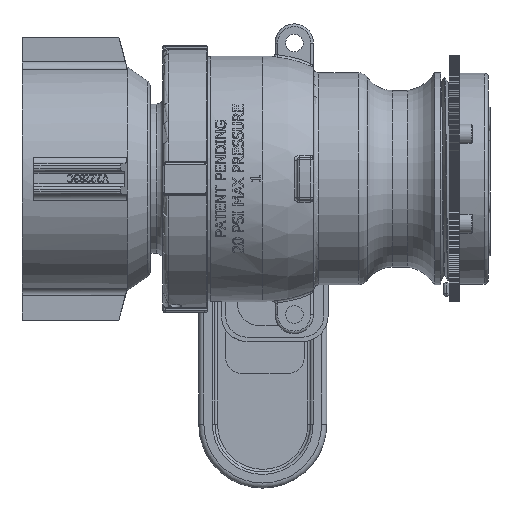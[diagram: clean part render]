
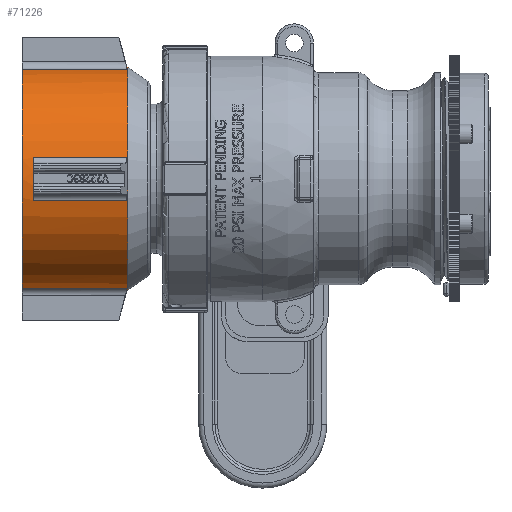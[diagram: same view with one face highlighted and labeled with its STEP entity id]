
A CAD part, front view. The second image highlights one B-rep face of the part: STEP entity #71226.
In plain terms, the highlighted cylindrical face has radius 33.211 mm (diameter 66.421 mm), a partial arc.
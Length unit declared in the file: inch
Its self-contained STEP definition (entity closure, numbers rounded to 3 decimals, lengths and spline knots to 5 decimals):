
#1821=CYLINDRICAL_SURFACE('',#75899,1.3075);
#4708=FACE_BOUND('',#9814,.T.);
#5782=FACE_OUTER_BOUND('',#9813,.T.);
#9813=EDGE_LOOP('',(#52958,#52959,#52960,#52961,#52962,#52963,#52964,#52965));
#9814=EDGE_LOOP('',(#52966,#52967,#52968,#52969));
#13764=CIRCLE('',#75900,1.3075);
#13765=CIRCLE('',#75901,1.3075);
#13766=CIRCLE('',#75902,1.3075);
#13767=CIRCLE('',#75903,1.3075);
#13768=CIRCLE('',#75904,1.3075);
#13769=CIRCLE('',#75905,1.3075);
#18506=LINE('',#112071,#24862);
#18543=LINE('',#112835,#24899);
#18546=LINE('',#112924,#24902);
#18548=LINE('',#112934,#24904);
#18549=LINE('',#112940,#24905);
#18550=LINE('',#112943,#24906);
#24862=VECTOR('',#83878,0.3937);
#24899=VECTOR('',#84047,0.3937);
#24902=VECTOR('',#84148,0.3937);
#24904=VECTOR('',#84160,0.3937);
#24905=VECTOR('',#84165,0.3937);
#24906=VECTOR('',#84168,0.3937);
#31715=VERTEX_POINT('',#112068);
#31716=VERTEX_POINT('',#112070);
#31786=VERTEX_POINT('',#112463);
#31833=VERTEX_POINT('',#112833);
#31859=VERTEX_POINT('',#112912);
#31860=VERTEX_POINT('',#112923);
#31862=VERTEX_POINT('',#112931);
#31863=VERTEX_POINT('',#112933);
#31864=VERTEX_POINT('',#112936);
#31865=VERTEX_POINT('',#112937);
#31866=VERTEX_POINT('',#112939);
#31867=VERTEX_POINT('',#112941);
#39702=EDGE_CURVE('',#31715,#31716,#18506,.T.);
#39832=EDGE_CURVE('',#31833,#31786,#18543,.T.);
#39868=EDGE_CURVE('',#31859,#31860,#18546,.T.);
#39871=EDGE_CURVE('',#31859,#31786,#13764,.T.);
#39872=EDGE_CURVE('',#31833,#31716,#13765,.T.);
#39873=EDGE_CURVE('',#31715,#31862,#13766,.T.);
#39874=EDGE_CURVE('',#31863,#31862,#18548,.T.);
#39875=EDGE_CURVE('',#31863,#31860,#13767,.T.);
#39876=EDGE_CURVE('',#31864,#31865,#13768,.T.);
#39877=EDGE_CURVE('',#31866,#31865,#18549,.T.);
#39878=EDGE_CURVE('',#31866,#31867,#13769,.T.);
#39879=EDGE_CURVE('',#31864,#31867,#18550,.T.);
#52958=ORIENTED_EDGE('',*,*,#39868,.F.);
#52959=ORIENTED_EDGE('',*,*,#39871,.T.);
#52960=ORIENTED_EDGE('',*,*,#39832,.F.);
#52961=ORIENTED_EDGE('',*,*,#39872,.T.);
#52962=ORIENTED_EDGE('',*,*,#39702,.F.);
#52963=ORIENTED_EDGE('',*,*,#39873,.T.);
#52964=ORIENTED_EDGE('',*,*,#39874,.F.);
#52965=ORIENTED_EDGE('',*,*,#39875,.T.);
#52966=ORIENTED_EDGE('',*,*,#39876,.T.);
#52967=ORIENTED_EDGE('',*,*,#39877,.F.);
#52968=ORIENTED_EDGE('',*,*,#39878,.T.);
#52969=ORIENTED_EDGE('',*,*,#39879,.F.);
#71226=ADVANCED_FACE('',(#5782,#4708),#1821,.T.);
#75899=AXIS2_PLACEMENT_3D('',#112928,#84152,#84153);
#75900=AXIS2_PLACEMENT_3D('',#112929,#84154,#84155);
#75901=AXIS2_PLACEMENT_3D('',#112930,#84156,#84157);
#75902=AXIS2_PLACEMENT_3D('',#112932,#84158,#84159);
#75903=AXIS2_PLACEMENT_3D('',#112935,#84161,#84162);
#75904=AXIS2_PLACEMENT_3D('',#112938,#84163,#84164);
#75905=AXIS2_PLACEMENT_3D('',#112942,#84166,#84167);
#83878=DIRECTION('',(0.,0.,-1.));
#84047=DIRECTION('',(0.,0.,1.));
#84148=DIRECTION('',(0.,0.,1.));
#84152=DIRECTION('center_axis',(0.,0.,-1.));
#84153=DIRECTION('ref_axis',(1.,0.,0.));
#84154=DIRECTION('center_axis',(0.,0.,-1.));
#84155=DIRECTION('ref_axis',(0.,-1.,0.));
#84156=DIRECTION('center_axis',(0.,0.,1.));
#84157=DIRECTION('ref_axis',(-1.,0.,0.));
#84158=DIRECTION('center_axis',(0.,0.,-1.));
#84159=DIRECTION('ref_axis',(-1.,0.,0.));
#84160=DIRECTION('',(0.,0.,-1.));
#84161=DIRECTION('center_axis',(0.,0.,-1.));
#84162=DIRECTION('ref_axis',(-1.,0.,0.));
#84163=DIRECTION('center_axis',(0.,0.,1.));
#84164=DIRECTION('ref_axis',(-1.,0.,0.));
#84165=DIRECTION('',(0.,0.,1.));
#84166=DIRECTION('center_axis',(0.,0.,-1.));
#84167=DIRECTION('ref_axis',(-1.,0.,0.));
#84168=DIRECTION('',(0.,0.,-1.));
#112068=CARTESIAN_POINT('',(0.,1.3075,-1.23));
#112070=CARTESIAN_POINT('',(0.,1.3075,-1.24));
#112071=CARTESIAN_POINT('',(0.,1.3075,0.));
#112463=CARTESIAN_POINT('',(0.,-1.3075,-1.23));
#112833=CARTESIAN_POINT('',(0.,-1.3075,-1.24));
#112835=CARTESIAN_POINT('',(0.,-1.3075,0.));
#112912=CARTESIAN_POINT('',(0.25261,-1.28287,-1.23));
#112923=CARTESIAN_POINT('',(0.25261,-1.28287,0.));
#112924=CARTESIAN_POINT('',(0.25261,-1.28287,0.));
#112928=CARTESIAN_POINT('Origin',(0.,0.,0.));
#112929=CARTESIAN_POINT('Origin',(0.,0.,-1.23));
#112930=CARTESIAN_POINT('Origin',(0.,0.,-1.24));
#112931=CARTESIAN_POINT('',(0.25261,1.28287,-1.23));
#112932=CARTESIAN_POINT('Origin',(0.,0.,-1.23));
#112933=CARTESIAN_POINT('',(0.25261,1.28287,0.));
#112934=CARTESIAN_POINT('',(0.25261,1.28287,0.));
#112935=CARTESIAN_POINT('Origin',(0.,0.,0.));
#112936=CARTESIAN_POINT('',(1.28287,-0.25261,-0.14));
#112937=CARTESIAN_POINT('',(1.28287,0.25261,-0.14));
#112938=CARTESIAN_POINT('Origin',(0.,0.,-0.14));
#112939=CARTESIAN_POINT('',(1.28287,0.25261,-1.23));
#112940=CARTESIAN_POINT('',(1.28287,0.25261,0.));
#112941=CARTESIAN_POINT('',(1.28287,-0.25261,-1.23));
#112942=CARTESIAN_POINT('Origin',(0.,0.,-1.23));
#112943=CARTESIAN_POINT('',(1.28287,-0.25261,0.));
